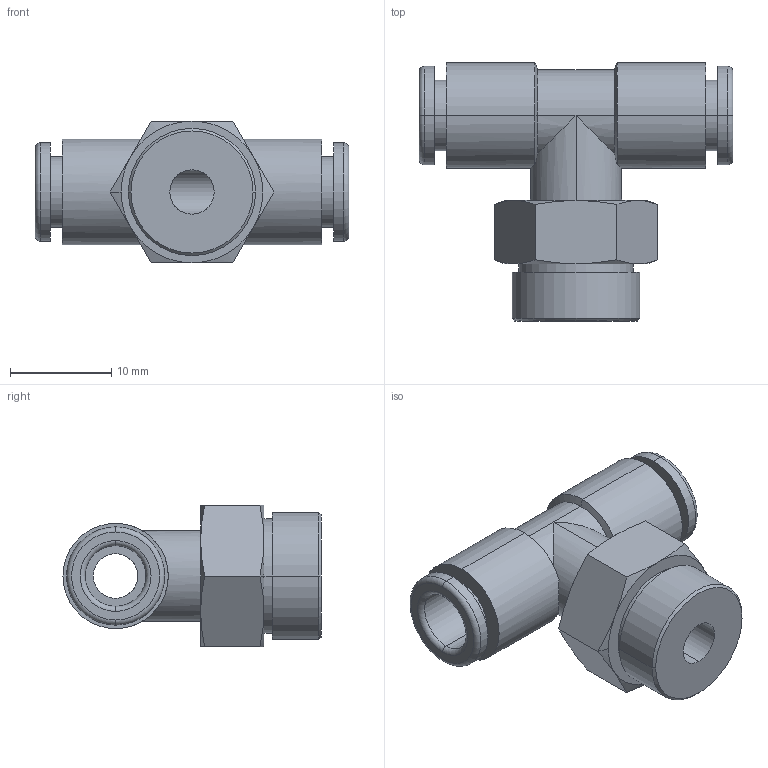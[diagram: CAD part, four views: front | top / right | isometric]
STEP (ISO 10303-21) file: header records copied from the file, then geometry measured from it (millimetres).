
FILE_DESCRIPTION (( 'STEP AP214' ), '1' );
FILE_NAME ('KQ2T06-U02A.step.step', '2016-05-25T14:24:35', ( 'Windows User' ), ( '' ), 'SwSTEP 2.0', 'SolidWorks 2016', '' );
FILE_SCHEMA (( 'AUTOMOTIVE_DESIGN' ));
Length unit declared in the file: millimetre
Products named in the file (2): KQ2T06-U02A.step_KQ2T_06-02; KQ2T06-U02A.step
Assembly tree (1 placements, depth 2):
  KQ2T06-U02A.step
    KQ2T06-U02A.step_KQ2T_06-02
Bounding box: 31 x 25.5 x 14 mm (x, y, z)
Volume: 3243.8 mm3; surface area: 2917.7 mm2
Topology: 1 solids, 1 shells, 79 faces, 168 edges, 100 vertices
Faces by surface type: cylinder 31, cone 22, plane 18, torus 8
Entity records: 2687 total; most frequent: CARTESIAN_POINT 599, DIRECTION 386, ORIENTED_EDGE 336, AXIS2_PLACEMENT_3D 171, EDGE_CURVE 168, VERTEX_POINT 100, EDGE_LOOP 92, CIRCLE 88
